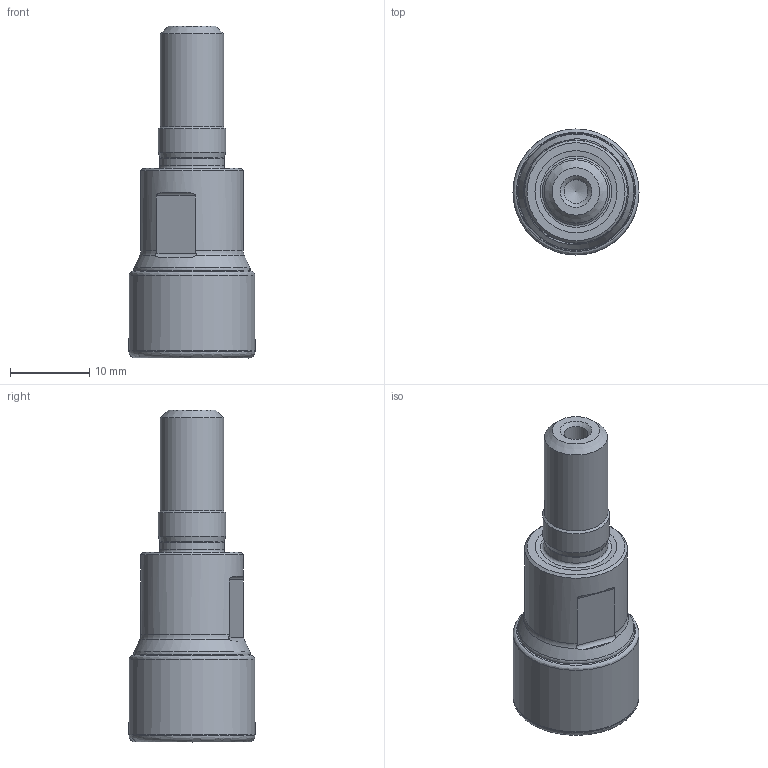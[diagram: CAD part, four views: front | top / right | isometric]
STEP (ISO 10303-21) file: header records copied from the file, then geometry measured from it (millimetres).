
FILE_DESCRIPTION(/* description */ (''),/* implementation_level */ '2;1');
FILE_NAME(/* name */ '202755095ndi000_00.stp',/* time_stamp */ '2019-12-13T07:34:34+01:00',/* author */ (''),/* organization */ (''),/* preprocessor_version */ 'ST-DEVELOPER v16.7',/* originating_system */ 'SIEMENS PLM Software NX 12.0',/* authorisation */ '');
FILE_SCHEMA (('AUTOMOTIVE_DESIGN { 1 0 10303 214 3 1 1 1 }'));
Length unit declared in the file: millimetre
Products named in the file (1): mp543D349A27fq7s
Bounding box: 15.94 x 15.94 x 42 mm (x, y, z)
Volume: 6269.2 mm3; surface area: 2928.4 mm2
Topology: 2 solids, 2 shells, 60 faces, 134 edges, 78 vertices
Faces by surface type: revolution 20, cone 12, plane 10, cylinder 10, torus 8
Full cylindrical faces by diameter (mm): 3 x1, 8 x1, 8.1 x1, 8.5 x1, 13 x1, 14.807 x1
Entity records: 1737 total; most frequent: CARTESIAN_POINT 596, DIRECTION 218, ORIENTED_EDGE 164, EDGE_LOOP 106, FACE_BOUND 94, AXIS2_PLACEMENT_3D 93, EDGE_CURVE 82, VERTEX_POINT 71
